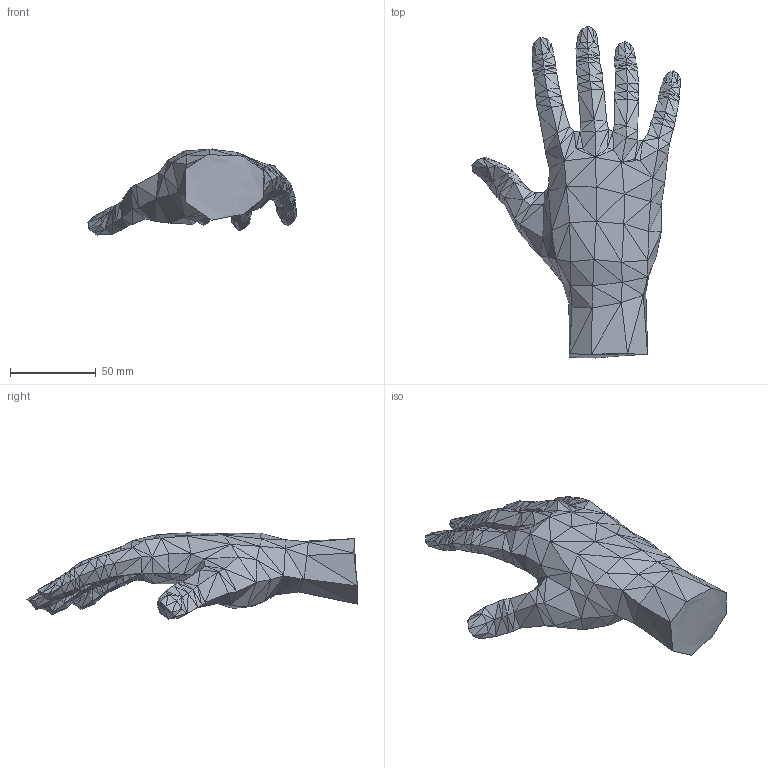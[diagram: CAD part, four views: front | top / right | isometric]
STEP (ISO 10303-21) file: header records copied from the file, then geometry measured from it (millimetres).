
FILE_DESCRIPTION(('FreeCAD Model'),'2;1');
FILE_NAME('Open CASCADE Shape Model','2025-06-13T01:25:46',(''),(''), 'Open CASCADE STEP processor 7.8','FreeCAD','Unknown');
FILE_SCHEMA(('AUTOMOTIVE_DESIGN { 1 0 10303 214 1 1 1 1 }'));
Length unit declared in the file: millimetre
Products named in the file (1): Scale
Bounding box: 121.02 x 193.06 x 50.08 mm (x, y, z)
Surface area: 34305.3 mm2 (no closed solid volume)
Topology: 0 solids, 787 shells, 787 faces, 2366 edges, 2366 vertices
Faces by surface type: plane 786, bspline 1
Entity records: 33977 total; most frequent: CARTESIAN_POINT 5600, DIRECTION 3940, ORIENTED_EDGE 2366, EDGE_CURVE 2366, VERTEX_POINT 2366, LINE 2366, VECTOR 2366, AXIS2_PLACEMENT_3D 787
